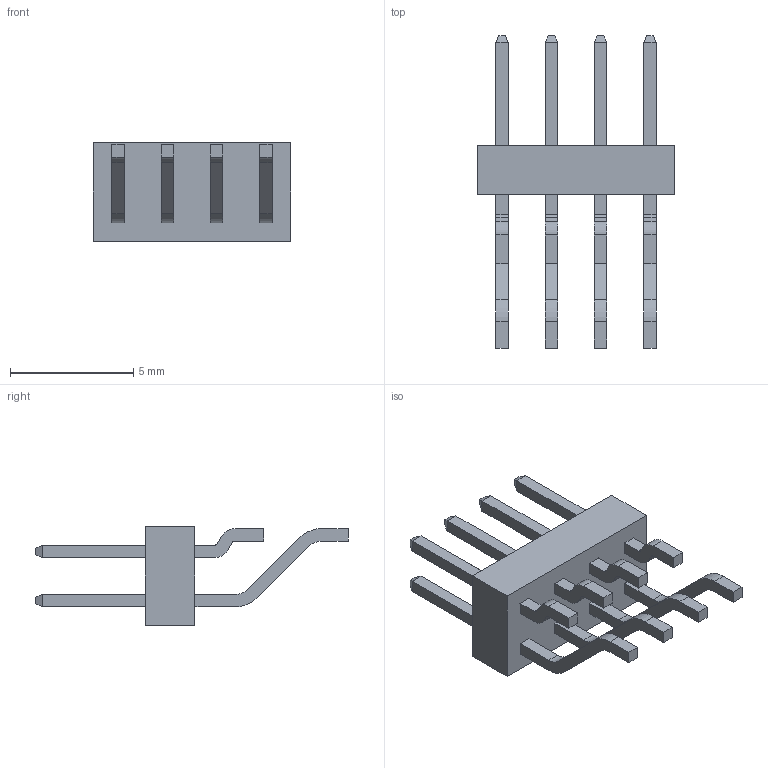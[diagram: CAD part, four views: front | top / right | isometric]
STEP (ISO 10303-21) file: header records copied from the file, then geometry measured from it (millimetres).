
FILE_DESCRIPTION(/* description */ ('STEP AP214'),/* implementation_level */ '2;1');
FILE_NAME(/* name */ 'MMT-104-02-T-DH',/* time_stamp */ '2024-05-15T17:51:32+02:00',/* author */ ('License CC BY-ND 4.0'),/* organization */ ('CADENAS'),/* preprocessor_version */ 'ST-DEVELOPER v19.3',/* originating_system */ 'PARTsolutions',/* authorisation */ ' ');
FILE_SCHEMA (('AUTOMOTIVE_DESIGN {1 0 10303 214 3 1 1}'));
Length unit declared in the file: inch
Products named in the file (4): MMT-104-02-T-DH; MMT-104-02-T-DH_pins; MMT-104-02-T-DH_body; MMT-104-02-T-DH_PIN2
Assembly tree (3 placements, depth 2):
  MMT-104-02-T-DH
    MMT-104-02-T-DH_pins
    MMT-104-02-T-DH_body
    MMT-104-02-T-DH_PIN2
Bounding box: 8 x 12.67 x 4 mm (x, y, z)
Volume: 86.9 mm3; surface area: 394 mm2
Topology: 3 solids, 3 shells, 206 faces, 568 edges, 368 vertices
Faces by surface type: plane 174, cylinder 32
Entity records: 6576 total; most frequent: CARTESIAN_POINT 1146, ORIENTED_EDGE 1136, DIRECTION 1052, EDGE_CURVE 568, LINE 504, VECTOR 504, VERTEX_POINT 368, AXIS2_PLACEMENT_3D 274
